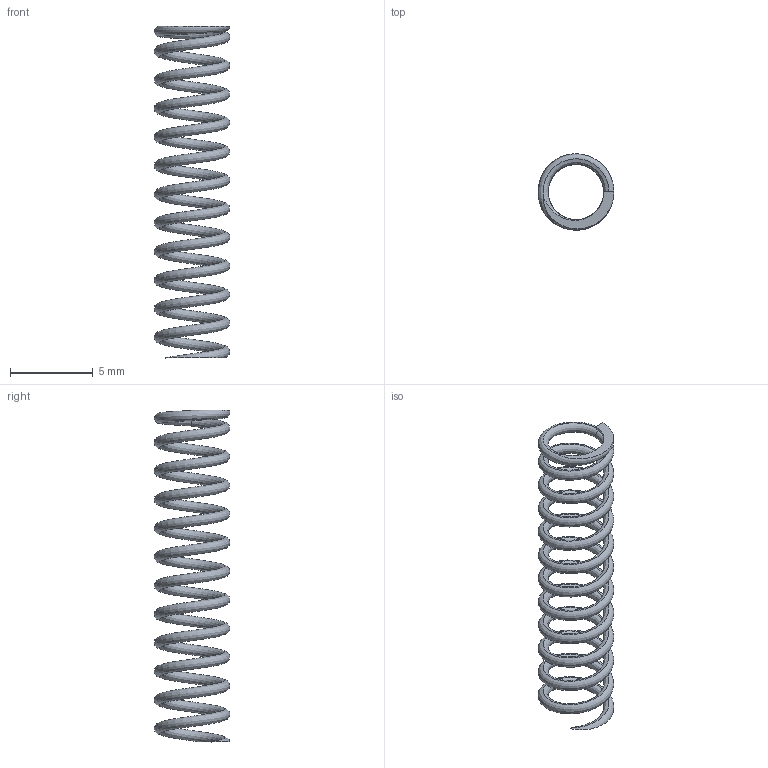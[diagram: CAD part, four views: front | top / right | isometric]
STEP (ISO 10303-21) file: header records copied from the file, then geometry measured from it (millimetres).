
FILE_DESCRIPTION (( 'STEP AP203' ), '1' );
FILE_NAME ('9657K297_Compression Spring_20mm_Trimmed.STEP', '2022-08-08T14:00:17', ( '' ), ( '' ), 'SwSTEP 2.0', 'SolidWorks 2020', '' );
FILE_SCHEMA (( 'CONFIG_CONTROL_DESIGN' ));
Length unit declared in the file: millimetre
Products named in the file (1): 9657K297_Compression Spring_20mm_Trimmed
Bounding box: 4.57 x 4.57 x 20 mm (x, y, z)
Volume: 44.5 mm3; surface area: 295.8 mm2
Topology: 1 solids, 1 shells, 7 faces, 13 edges, 8 vertices
Faces by surface type: bspline 4, plane 3
Entity records: 6836 total; most frequent: CARTESIAN_POINT 6661, ORIENTED_EDGE 26, EDGE_CURVE 13, DIRECTION 9, PERSON_AND_ORGANIZATION 8, VERTEX_POINT 8, B_SPLINE_CURVE_WITH_KNOTS 8, FACE_OUTER_BOUND 7
